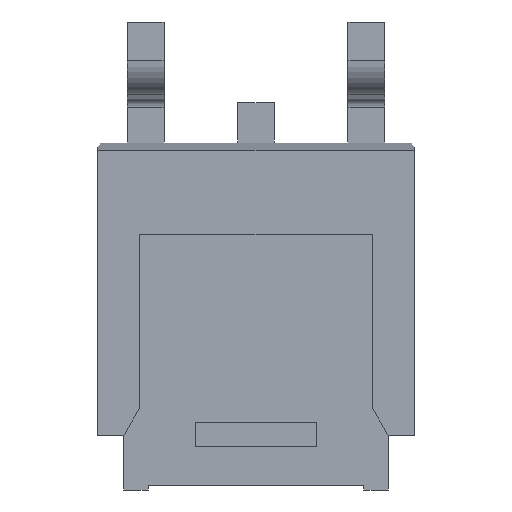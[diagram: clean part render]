
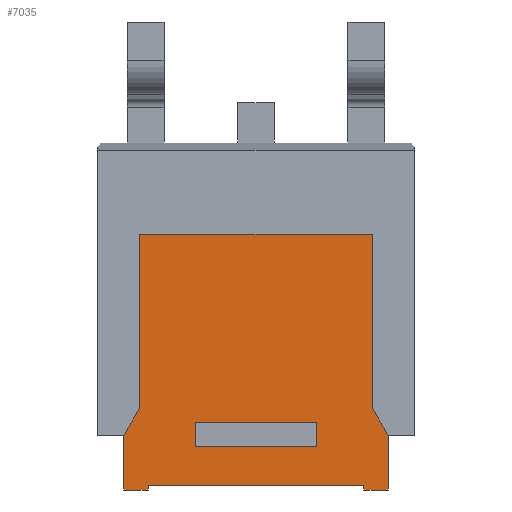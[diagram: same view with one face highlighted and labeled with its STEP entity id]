
A CAD part, front view. The second image highlights one B-rep face of the part: STEP entity #7035.
In plain terms, the highlighted planar face has unit normal (0, -1, 0).
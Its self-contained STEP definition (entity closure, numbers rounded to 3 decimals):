
#275=DIRECTION('',(-1.,0.,0.));
#276=VECTOR('',#275,4.46);
#277=CARTESIAN_POINT('',(2.23,-0.01,-4.048));
#278=LINE('',#277,#276);
#282=DIRECTION('',(0.,0.,-1.));
#283=VECTOR('',#282,0.1);
#284=CARTESIAN_POINT('',(-2.23,-0.01,-4.048));
#285=LINE('',#284,#283);
#289=DIRECTION('',(-1.,0.,0.));
#290=VECTOR('',#289,0.5);
#291=CARTESIAN_POINT('',(-2.23,-0.01,-4.148));
#292=LINE('',#291,#290);
#296=DIRECTION('',(0.,0.,1.));
#297=VECTOR('',#296,1.128);
#298=CARTESIAN_POINT('',(-2.73,-0.01,-4.148));
#299=LINE('',#298,#297);
#303=DIRECTION('',(0.5,0.,0.866));
#304=VECTOR('',#303,0.66);
#305=CARTESIAN_POINT('',(-2.73,-0.01,-3.02));
#306=LINE('',#305,#304);
#310=DIRECTION('',(0.,0.,1.));
#311=VECTOR('',#310,3.578);
#312=CARTESIAN_POINT('',(-2.4,-0.01,-2.448));
#313=LINE('',#312,#311);
#317=DIRECTION('',(1.,0.,0.));
#318=VECTOR('',#317,4.8);
#319=CARTESIAN_POINT('',(-2.4,-0.01,1.13));
#320=LINE('',#319,#318);
#324=DIRECTION('',(0.,0.,-1.));
#325=VECTOR('',#324,3.578);
#326=CARTESIAN_POINT('',(2.4,-0.01,1.13));
#327=LINE('',#326,#325);
#331=DIRECTION('',(0.5,0.,-0.866));
#332=VECTOR('',#331,0.66);
#333=CARTESIAN_POINT('',(2.4,-0.01,-2.448));
#334=LINE('',#333,#332);
#338=DIRECTION('',(0.,0.,-1.));
#339=VECTOR('',#338,1.128);
#340=CARTESIAN_POINT('',(2.73,-0.01,-3.02));
#341=LINE('',#340,#339);
#345=DIRECTION('',(-1.,0.,0.));
#346=VECTOR('',#345,0.5);
#347=CARTESIAN_POINT('',(2.73,-0.01,-4.148));
#348=LINE('',#347,#346);
#352=DIRECTION('',(0.,0.,1.));
#353=VECTOR('',#352,0.1);
#354=CARTESIAN_POINT('',(2.23,-0.01,-4.148));
#355=LINE('',#354,#353);
#359=DIRECTION('',(1.,0.,0.));
#360=VECTOR('',#359,2.5);
#361=CARTESIAN_POINT('',(-1.25,-0.01,-3.248));
#362=LINE('',#361,#360);
#366=DIRECTION('',(0.,0.,1.));
#367=VECTOR('',#366,0.5);
#368=CARTESIAN_POINT('',(1.25,-0.01,-3.248));
#369=LINE('',#368,#367);
#373=DIRECTION('',(-1.,0.,0.));
#374=VECTOR('',#373,2.5);
#375=CARTESIAN_POINT('',(1.25,-0.01,-2.748));
#376=LINE('',#375,#374);
#380=DIRECTION('',(0.,0.,-1.));
#381=VECTOR('',#380,0.5);
#382=CARTESIAN_POINT('',(-1.25,-0.01,-2.748));
#383=LINE('',#382,#381);
#5760=CARTESIAN_POINT('',(2.23,-0.01,-4.048));
#5761=CARTESIAN_POINT('',(-2.23,-0.01,-4.048));
#5762=VERTEX_POINT('',#5760);
#5763=VERTEX_POINT('',#5761);
#5764=CARTESIAN_POINT('',(-2.73,-0.01,-4.148));
#5765=CARTESIAN_POINT('',(-2.73,-0.01,-3.02));
#5766=VERTEX_POINT('',#5764);
#5767=VERTEX_POINT('',#5765);
#5768=CARTESIAN_POINT('',(-2.4,-0.01,-2.448));
#5769=CARTESIAN_POINT('',(-2.4,-0.01,1.13));
#5770=VERTEX_POINT('',#5768);
#5771=VERTEX_POINT('',#5769);
#5772=CARTESIAN_POINT('',(2.4,-0.01,1.13));
#5773=VERTEX_POINT('',#5772);
#5774=CARTESIAN_POINT('',(2.4,-0.01,-2.448));
#5775=VERTEX_POINT('',#5774);
#5776=CARTESIAN_POINT('',(2.73,-0.01,-3.02));
#5777=CARTESIAN_POINT('',(2.73,-0.01,-4.148));
#5778=VERTEX_POINT('',#5776);
#5779=VERTEX_POINT('',#5777);
#6412=CARTESIAN_POINT('',(-2.23,-0.01,-4.148));
#6413=VERTEX_POINT('',#6412);
#6414=CARTESIAN_POINT('',(2.23,-0.01,-4.148));
#6415=VERTEX_POINT('',#6414);
#6416=CARTESIAN_POINT('',(-1.25,-0.01,-3.248));
#6417=CARTESIAN_POINT('',(1.25,-0.01,-3.248));
#6418=VERTEX_POINT('',#6416);
#6419=VERTEX_POINT('',#6417);
#6420=CARTESIAN_POINT('',(1.25,-0.01,-2.748));
#6421=VERTEX_POINT('',#6420);
#6422=CARTESIAN_POINT('',(-1.25,-0.01,-2.748));
#6423=VERTEX_POINT('',#6422);
#7003=CARTESIAN_POINT('',(0.,-0.01,0.));
#7004=DIRECTION('',(0.,1.,0.));
#7005=DIRECTION('',(1.,0.,0.));
#7006=AXIS2_PLACEMENT_3D('',#7003,#7004,#7005);
#7007=PLANE('',#7006);
#7009=ORIENTED_EDGE('',*,*,#7008,.T.);
#7011=ORIENTED_EDGE('',*,*,#7010,.T.);
#7013=ORIENTED_EDGE('',*,*,#7012,.T.);
#7015=ORIENTED_EDGE('',*,*,#7014,.T.);
#7017=ORIENTED_EDGE('',*,*,#7016,.T.);
#7018=ORIENTED_EDGE('',*,*,#6772,.T.);
#7019=ORIENTED_EDGE('',*,*,#6787,.T.);
#7020=ORIENTED_EDGE('',*,*,#6801,.T.);
#7021=ORIENTED_EDGE('',*,*,#6815,.T.);
#7022=ORIENTED_EDGE('',*,*,#6832,.T.);
#7024=ORIENTED_EDGE('',*,*,#7023,.T.);
#7026=ORIENTED_EDGE('',*,*,#7025,.T.);
#7027=EDGE_LOOP('',(#7009,#7011,#7013,#7015,#7017,#7018,#7019,#7020,#7021,#7022,
#7024,#7026));
#7028=FACE_OUTER_BOUND('',#7027,.F.);
#7029=ORIENTED_EDGE('',*,*,#6943,.T.);
#7030=ORIENTED_EDGE('',*,*,#6971,.T.);
#7031=ORIENTED_EDGE('',*,*,#6997,.T.);
#7032=ORIENTED_EDGE('',*,*,#6914,.T.);
#7033=EDGE_LOOP('',(#7029,#7030,#7031,#7032));
#7034=FACE_BOUND('',#7033,.F.);
#7035=ADVANCED_FACE('',(#7028,#7034),#7007,.F.);
#6772=EDGE_CURVE('',#5770,#5771,#313,.T.);
#6787=EDGE_CURVE('',#5771,#5773,#320,.T.);
#6801=EDGE_CURVE('',#5773,#5775,#327,.T.);
#6815=EDGE_CURVE('',#5775,#5778,#334,.T.);
#6832=EDGE_CURVE('',#5778,#5779,#341,.T.);
#6914=EDGE_CURVE('',#6423,#6418,#383,.T.);
#6943=EDGE_CURVE('',#6418,#6419,#362,.T.);
#6971=EDGE_CURVE('',#6419,#6421,#369,.T.);
#6997=EDGE_CURVE('',#6421,#6423,#376,.T.);
#7008=EDGE_CURVE('',#5762,#5763,#278,.T.);
#7010=EDGE_CURVE('',#5763,#6413,#285,.T.);
#7012=EDGE_CURVE('',#6413,#5766,#292,.T.);
#7014=EDGE_CURVE('',#5766,#5767,#299,.T.);
#7016=EDGE_CURVE('',#5767,#5770,#306,.T.);
#7023=EDGE_CURVE('',#5779,#6415,#348,.T.);
#7025=EDGE_CURVE('',#6415,#5762,#355,.T.);
